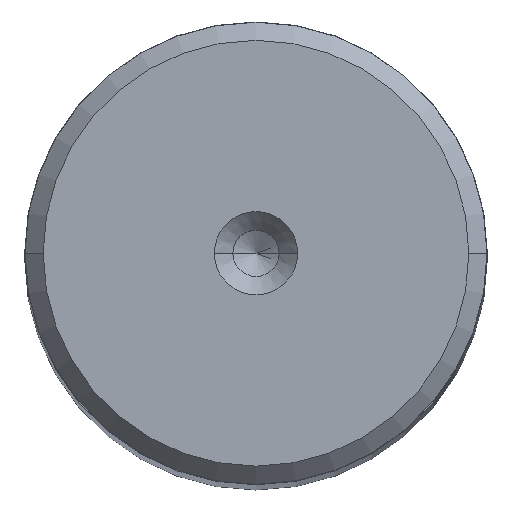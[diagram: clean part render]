
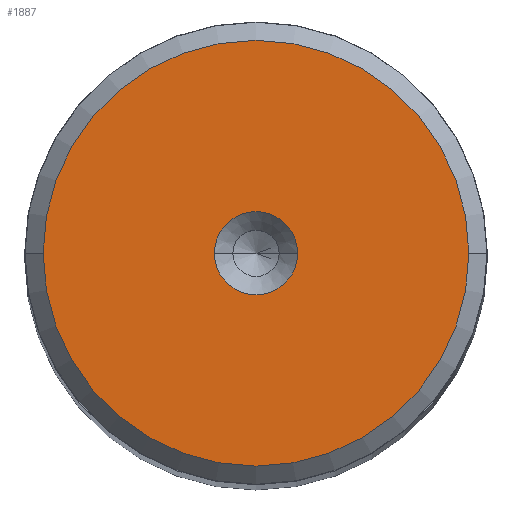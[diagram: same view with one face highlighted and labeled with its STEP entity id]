
A CAD part, top view. The second image highlights one B-rep face of the part: STEP entity #1887.
In plain terms, the highlighted planar face has unit normal (0, 0, 1).
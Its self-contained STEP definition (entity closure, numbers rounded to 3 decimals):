
#78 = VERTEX_POINT ( 'NONE', #1683 ) ;
#109 = EDGE_CURVE ( 'NONE', #757, #488, #1661, .T. ) ;
#130 = CARTESIAN_POINT ( 'NONE',  ( 0., 0., 170. ) ) ;
#185 = DIRECTION ( 'NONE',  ( 0., 0., 1. ) ) ;
#196 = EDGE_LOOP ( 'NONE', ( #1721, #1331 ) ) ;
#204 = EDGE_CURVE ( 'NONE', #1749, #78, #1086, .T. ) ;
#333 = CIRCLE ( 'NONE', #2087, 2.25 ) ;
#488 = VERTEX_POINT ( 'NONE', #1616 ) ;
#489 = DIRECTION ( 'NONE',  ( 1., 0., 0. ) ) ;
#542 = DIRECTION ( 'NONE',  ( 1., 0., 0. ) ) ;
#574 = CARTESIAN_POINT ( 'NONE',  ( 11.509, 0., 170. ) ) ;
#625 = FACE_BOUND ( 'NONE', #851, .T. ) ;
#735 = CARTESIAN_POINT ( 'NONE',  ( 0., 0., 170. ) ) ;
#738 = DIRECTION ( 'NONE',  ( 0., 0., 1. ) ) ;
#748 = AXIS2_PLACEMENT_3D ( 'NONE', #2091, #738, #542 ) ;
#757 = VERTEX_POINT ( 'NONE', #574 ) ;
#851 = EDGE_LOOP ( 'NONE', ( #2332, #2421 ) ) ;
#881 = AXIS2_PLACEMENT_3D ( 'NONE', #130, #913, #489 ) ;
#904 = FACE_OUTER_BOUND ( 'NONE', #196, .T. ) ;
#913 = DIRECTION ( 'NONE',  ( 0., 0., 1. ) ) ;
#1068 = CIRCLE ( 'NONE', #748, 11.509 ) ;
#1086 = CIRCLE ( 'NONE', #1119, 2.25 ) ;
#1119 = AXIS2_PLACEMENT_3D ( 'NONE', #735, #2085, #1731 ) ;
#1331 = ORIENTED_EDGE ( 'NONE', *, *, #109, .T. ) ;
#1578 = CARTESIAN_POINT ( 'NONE',  ( 2.25, 0., 170. ) ) ;
#1616 = CARTESIAN_POINT ( 'NONE',  ( -11.509, 0., 170. ) ) ;
#1630 = EDGE_CURVE ( 'NONE', #78, #1749, #333, .T. ) ;
#1646 = PLANE ( 'NONE',  #881 ) ;
#1661 = CIRCLE ( 'NONE', #2288, 11.509 ) ;
#1683 = CARTESIAN_POINT ( 'NONE',  ( -2.25, 0., 170. ) ) ;
#1721 = ORIENTED_EDGE ( 'NONE', *, *, #2496, .T. ) ;
#1731 = DIRECTION ( 'NONE',  ( 1., 0., 0. ) ) ;
#1749 = VERTEX_POINT ( 'NONE', #1578 ) ;
#1856 = DIRECTION ( 'NONE',  ( 0., 0., 1. ) ) ;
#1887 = ADVANCED_FACE ( 'NONE', ( #625, #904 ), #1646, .T. ) ;
#2071 = DIRECTION ( 'NONE',  ( 1., 0., 0. ) ) ;
#2085 = DIRECTION ( 'NONE',  ( 0., 0., 1. ) ) ;
#2087 = AXIS2_PLACEMENT_3D ( 'NONE', #2313, #185, #2321 ) ;
#2091 = CARTESIAN_POINT ( 'NONE',  ( 0., 0., 170. ) ) ;
#2259 = CARTESIAN_POINT ( 'NONE',  ( 0., 0., 170. ) ) ;
#2288 = AXIS2_PLACEMENT_3D ( 'NONE', #2259, #1856, #2071 ) ;
#2313 = CARTESIAN_POINT ( 'NONE',  ( 0., 0., 170. ) ) ;
#2321 = DIRECTION ( 'NONE',  ( 1., 0., 0. ) ) ;
#2332 = ORIENTED_EDGE ( 'NONE', *, *, #204, .F. ) ;
#2421 = ORIENTED_EDGE ( 'NONE', *, *, #1630, .F. ) ;
#2496 = EDGE_CURVE ( 'NONE', #488, #757, #1068, .T. ) ;
